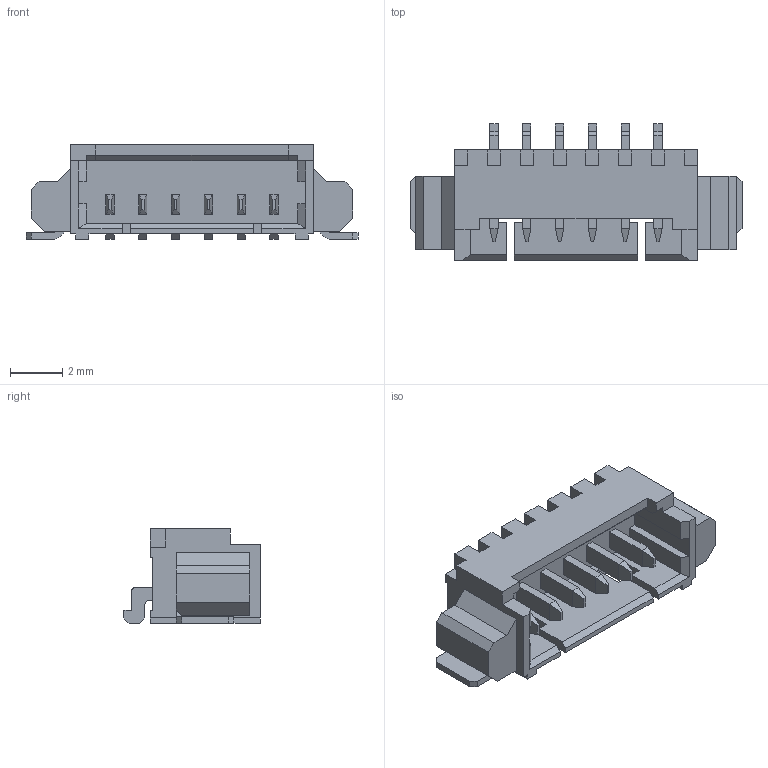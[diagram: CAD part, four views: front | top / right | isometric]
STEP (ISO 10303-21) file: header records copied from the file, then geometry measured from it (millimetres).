
FILE_DESCRIPTION(/* description */ (''),/* implementation_level */ '2;1');
FILE_NAME(/* name */ '2.stp',/* time_stamp */ '2020-07-15T19:58:42+02:00',/* author */ ('k'),/* organization */ (''),/* preprocessor_version */ 'ST-DEVELOPER v15.6',/* originating_system */ 'Autodesk Inventor 2015',/* authorisation */ '');
FILE_SCHEMA (('AUTOMOTIVE_DESIGN { 1 0 10303 214 3 1 1 }'));
Products named in the file (8): 1; 2; 3; 532610671; 4; Molex Logo
Bounding box: 12.65 x 5.2 x 3.6 mm (x, y, z)
Volume: 81.6 mm3; surface area: 335 mm2
Topology: 21 solids, 21 shells, 467 faces, 1228 edges, 806 vertices
Faces by surface type: plane 379, bspline 66, cylinder 22
Entity records: 14663 total; most frequent: CARTESIAN_POINT 3374, ORIENTED_EDGE 2456, DIRECTION 1972, EDGE_CURVE 1228, LINE 1052, VECTOR 1052, VERTEX_POINT 806, EDGE_LOOP 474
